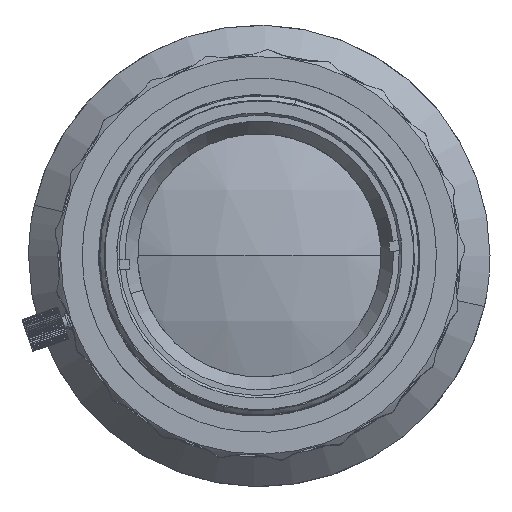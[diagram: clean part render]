
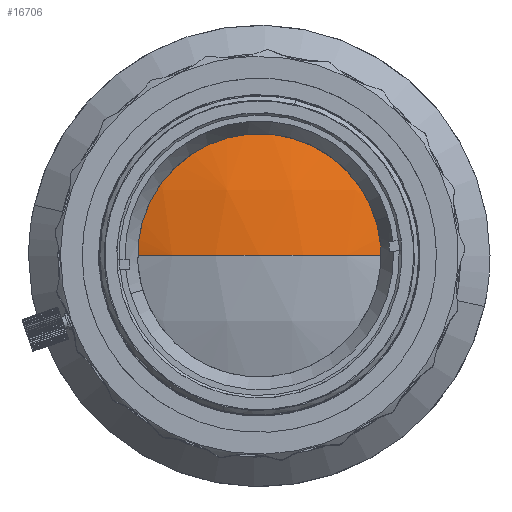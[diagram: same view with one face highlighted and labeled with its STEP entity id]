
A CAD part, top view. The second image highlights one B-rep face of the part: STEP entity #16706.
In plain terms, the highlighted spherical face has radius 43.945 mm.
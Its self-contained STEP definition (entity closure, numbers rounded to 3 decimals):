
#2360 = CARTESIAN_POINT ( 'NONE',  ( 24., 150.796, -37.39 ) ) ;
#5559 = CIRCLE ( 'NONE', #7238, 43.945 ) ;
#6898 = CARTESIAN_POINT ( 'NONE',  ( 24., 150.796, 6.555 ) ) ;
#7238 = AXIS2_PLACEMENT_3D ( 'NONE', #2360, #12442, #44902 ) ;
#10241 = ORIENTED_EDGE ( 'NONE', *, *, #82935, .T. ) ;
#12442 = DIRECTION ( 'NONE',  ( 0., -1., 0. ) ) ;
#13647 = EDGE_CURVE ( 'NONE', #19769, #17949, #5559, .T. ) ;
#16706 = ADVANCED_FACE ( 'NONE', ( #59834 ), #26865, .T. ) ;
#17505 = ORIENTED_EDGE ( 'NONE', *, *, #79119, .F. ) ;
#17949 = VERTEX_POINT ( 'NONE', #6898 ) ;
#19252 = AXIS2_PLACEMENT_3D ( 'NONE', #23318, #91442, #82922 ) ;
#19769 = VERTEX_POINT ( 'NONE', #44099 ) ;
#23197 = VERTEX_POINT ( 'NONE', #80491 ) ;
#23318 = CARTESIAN_POINT ( 'NONE',  ( 24., 150.796, 3.768 ) ) ;
#24784 = CARTESIAN_POINT ( 'NONE',  ( 8.6, 150.796, 3.768 ) ) ;
#26865 = SPHERICAL_SURFACE ( 'NONE', #70059, 43.945 ) ;
#27214 = CARTESIAN_POINT ( 'NONE',  ( 24., 150.796, -37.39 ) ) ;
#27898 = DIRECTION ( 'NONE',  ( 1., 0., 0. ) ) ;
#36615 = CARTESIAN_POINT ( 'NONE',  ( 24., 150.796, 3.768 ) ) ;
#38771 = AXIS2_PLACEMENT_3D ( 'NONE', #36615, #100534, #52051 ) ;
#44099 = CARTESIAN_POINT ( 'NONE',  ( 39.4, 150.796, 3.768 ) ) ;
#44902 = DIRECTION ( 'NONE',  ( 0., 0., -1. ) ) ;
#45107 = EDGE_LOOP ( 'NONE', ( #73573, #10241, #50824, #17505 ) ) ;
#50824 = ORIENTED_EDGE ( 'NONE', *, *, #13647, .F. ) ;
#52051 = DIRECTION ( 'NONE',  ( 0.998, 0.069, 0. ) ) ;
#59670 = DIRECTION ( 'NONE',  ( 0., 1., 0. ) ) ;
#59745 = VERTEX_POINT ( 'NONE', #24784 ) ;
#59834 = FACE_OUTER_BOUND ( 'NONE', #45107, .T. ) ;
#65154 = CIRCLE ( 'NONE', #19252, 15.4 ) ;
#70059 = AXIS2_PLACEMENT_3D ( 'NONE', #101379, #83842, #27898 ) ;
#73573 = ORIENTED_EDGE ( 'NONE', *, *, #103149, .F. ) ;
#76183 = CIRCLE ( 'NONE', #38771, 15.4 ) ;
#78743 = AXIS2_PLACEMENT_3D ( 'NONE', #27214, #59670, #92195 ) ;
#79119 = EDGE_CURVE ( 'NONE', #23197, #19769, #65154, .T. ) ;
#80491 = CARTESIAN_POINT ( 'NONE',  ( 8.779, 153.139, 3.768 ) ) ;
#82205 = CIRCLE ( 'NONE', #78743, 43.945 ) ;
#82922 = DIRECTION ( 'NONE',  ( 0.998, 0.069, 0. ) ) ;
#82935 = EDGE_CURVE ( 'NONE', #59745, #17949, #82205, .T. ) ;
#83842 = DIRECTION ( 'NONE',  ( 0., 1., 0. ) ) ;
#91442 = DIRECTION ( 'NONE',  ( 0., 0., -1. ) ) ;
#92195 = DIRECTION ( 'NONE',  ( 0., 0., 1. ) ) ;
#100534 = DIRECTION ( 'NONE',  ( 0., 0., -1. ) ) ;
#101379 = CARTESIAN_POINT ( 'NONE',  ( 24., 150.796, -37.39 ) ) ;
#103149 = EDGE_CURVE ( 'NONE', #59745, #23197, #76183, .T. ) ;
